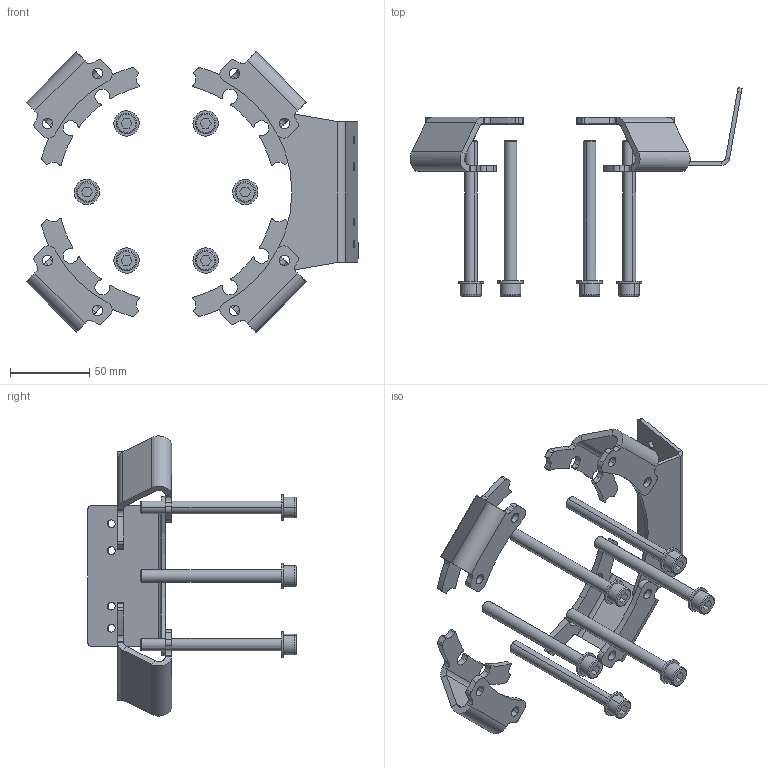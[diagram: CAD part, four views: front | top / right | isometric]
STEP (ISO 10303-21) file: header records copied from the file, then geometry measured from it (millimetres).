
FILE_DESCRIPTION (( 'STEP AP203' ), '1' );
FILE_NAME ('P4121-1.STEP', '2020-05-26T10:08:45', ( '' ), ( '' ), 'SwSTEP 2.0', 'SolidWorks 2019', '' );
FILE_SCHEMA (( 'CONFIG_CONTROL_DESIGN' ));
Length unit declared in the file: millimetre
Products named in the file (1): P4121-1
Bounding box: 209.73 x 131.53 x 176.99 mm (x, y, z)
Volume: 112261.6 mm3; surface area: 72693.5 mm2
Topology: 17 solids, 17 shells, 432 faces, 1062 edges, 676 vertices
Faces by surface type: cylinder 245, plane 163, cone 12, torus 12
Entity records: 12989 total; most frequent: DIRECTION 2454, CARTESIAN_POINT 2171, ORIENTED_EDGE 2124, EDGE_CURVE 1062, AXIS2_PLACEMENT_3D 959, VERTEX_POINT 676, VECTOR 536, LINE 536
